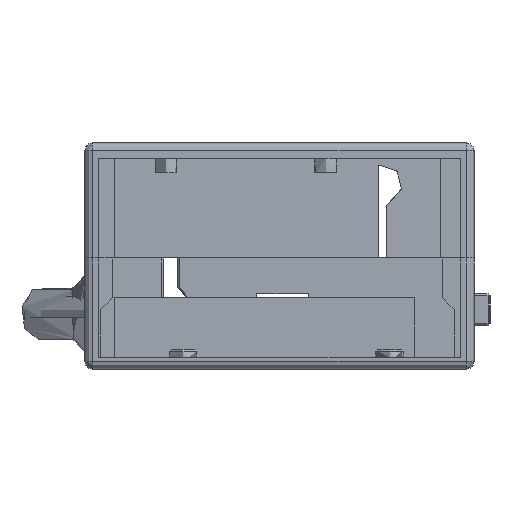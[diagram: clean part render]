
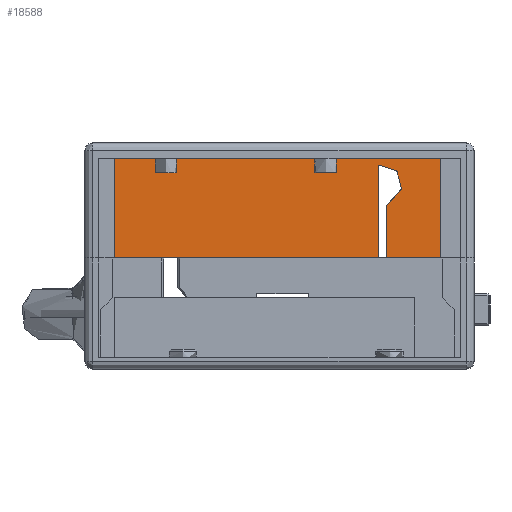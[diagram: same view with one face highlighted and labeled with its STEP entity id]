
A CAD part, left-side view. The second image highlights one B-rep face of the part: STEP entity #18588.
In plain terms, the highlighted planar face has unit normal (-1, 0, 0).
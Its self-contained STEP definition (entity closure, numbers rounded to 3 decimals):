
#747=CIRCLE('',#19721,5.);
#1144=FACE_OUTER_BOUND('',#2245,.T.);
#2245=EDGE_LOOP('',(#13408,#13409,#13410,#13411,#13412,#13413,#13414,#13415,
#13416));
#3204=LINE('',#25419,#5450);
#3235=LINE('',#25483,#5481);
#3362=LINE('',#25749,#5608);
#3374=LINE('',#25778,#5620);
#3521=LINE('',#26350,#5767);
#3710=LINE('',#26925,#5956);
#3713=LINE('',#26939,#5959);
#3714=LINE('',#26945,#5960);
#5450=VECTOR('',#20670,10.);
#5481=VECTOR('',#20711,10.);
#5608=VECTOR('',#20856,10.);
#5620=VECTOR('',#20876,10.);
#5767=VECTOR('',#21099,10.);
#5956=VECTOR('',#21792,10.);
#5959=VECTOR('',#21803,10.);
#5960=VECTOR('',#21806,10.);
#7694=VERTEX_POINT('',#25413);
#7696=VERTEX_POINT('',#25417);
#7724=VERTEX_POINT('',#25481);
#7853=VERTEX_POINT('',#25746);
#7854=VERTEX_POINT('',#25748);
#8020=VERTEX_POINT('',#26349);
#8108=VERTEX_POINT('',#26923);
#8110=VERTEX_POINT('',#26932);
#8112=VERTEX_POINT('',#26937);
#9463=EDGE_CURVE('',#7694,#7696,#3204,.T.);
#9494=EDGE_CURVE('',#7696,#7724,#3235,.T.);
#9628=EDGE_CURVE('',#7853,#7854,#3362,.T.);
#9643=EDGE_CURVE('',#7854,#7724,#3374,.T.);
#9824=EDGE_CURVE('',#8020,#7694,#3521,.T.);
#10086=EDGE_CURVE('',#7853,#8108,#3710,.T.);
#10090=EDGE_CURVE('',#8108,#8110,#747,.T.);
#10092=EDGE_CURVE('',#8112,#8110,#3713,.T.);
#10094=EDGE_CURVE('',#8112,#8020,#3714,.T.);
#13408=ORIENTED_EDGE('',*,*,#9628,.F.);
#13409=ORIENTED_EDGE('',*,*,#10086,.T.);
#13410=ORIENTED_EDGE('',*,*,#10090,.T.);
#13411=ORIENTED_EDGE('',*,*,#10092,.F.);
#13412=ORIENTED_EDGE('',*,*,#10094,.T.);
#13413=ORIENTED_EDGE('',*,*,#9824,.T.);
#13414=ORIENTED_EDGE('',*,*,#9463,.T.);
#13415=ORIENTED_EDGE('',*,*,#9494,.T.);
#13416=ORIENTED_EDGE('',*,*,#9643,.F.);
#17740=PLANE('',#19723);
#18588=ADVANCED_FACE('',(#1144),#17740,.T.);
#19721=AXIS2_PLACEMENT_3D('',#26934,#21798,#21799);
#19723=AXIS2_PLACEMENT_3D('',#26944,#21804,#21805);
#20670=DIRECTION('',(0.,0.,1.));
#20711=DIRECTION('',(0.,1.,0.));
#20856=DIRECTION('',(0.,1.,0.));
#20876=DIRECTION('',(0.,0.,1.));
#21099=DIRECTION('',(0.,-1.,0.));
#21792=DIRECTION('',(0.,0.,1.));
#21798=DIRECTION('center_axis',(1.,0.,0.));
#21799=DIRECTION('ref_axis',(0.,1.,0.));
#21803=DIRECTION('',(0.,-0.613,0.79));
#21804=DIRECTION('center_axis',(-1.,0.,0.));
#21805=DIRECTION('ref_axis',(0.,1.,0.));
#21806=DIRECTION('',(0.,0.,-1.));
#25413=CARTESIAN_POINT('',(-11.383,-8.368,29.));
#25417=CARTESIAN_POINT('',(-11.383,-8.368,54.));
#25419=CARTESIAN_POINT('',(-11.383,-8.368,29.));
#25481=CARTESIAN_POINT('',(-11.383,82.632,54.));
#25483=CARTESIAN_POINT('',(-11.383,-6.868,54.));
#25746=CARTESIAN_POINT('',(-11.383,12.2,29.));
#25748=CARTESIAN_POINT('',(-11.383,82.632,29.));
#25749=CARTESIAN_POINT('',(-11.383,57.882,29.));
#25778=CARTESIAN_POINT('',(-11.383,82.632,29.));
#26349=CARTESIAN_POINT('',(-11.383,10.2,29.));
#26350=CARTESIAN_POINT('',(-11.383,17.382,29.));
#26923=CARTESIAN_POINT('',(-11.383,12.2,52.4));
#26925=CARTESIAN_POINT('',(-11.383,12.2,53.2));
#26932=CARTESIAN_POINT('',(-11.383,9.716,42.727));
#26934=CARTESIAN_POINT('Origin',(-11.383,11.203,47.5));
#26937=CARTESIAN_POINT('',(-11.383,10.2,42.102));
#26939=CARTESIAN_POINT('',(-11.383,3.245,51.075));
#26944=CARTESIAN_POINT('Origin',(-11.383,-10.868,54.));
#26945=CARTESIAN_POINT('',(-11.383,10.2,41.5));
